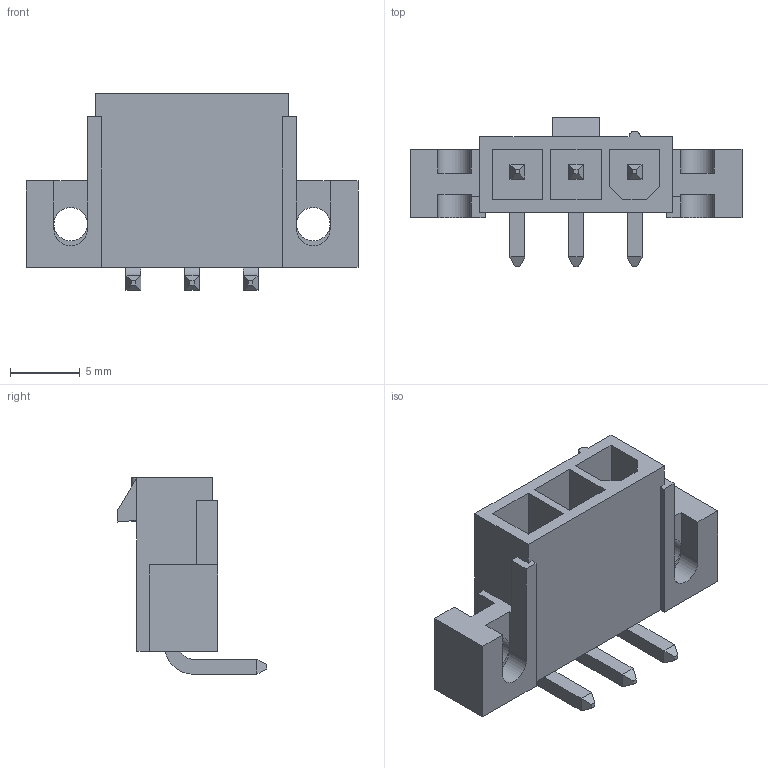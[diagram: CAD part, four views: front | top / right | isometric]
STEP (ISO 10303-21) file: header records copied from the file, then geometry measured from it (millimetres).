
FILE_DESCRIPTION(/* description */ ('STEP AP203'),/* implementation_level */ '2;1');
FILE_NAME(/* name */ '39303032',/* time_stamp */ '2022-07-27T19:08:05+02:00',/* author */ ('License CC BY-ND 4.0'),/* organization */ ('CADENAS'),/* preprocessor_version */ 'ST-DEVELOPER v18.102',/* originating_system */ 'PARTsolutions',/* authorisation */ ' ');
FILE_SCHEMA (('CONFIG_CONTROL_DESIGN'));
Length unit declared in the file: millimetre
Products named in the file (2): 39303032; 39303032_PART1
Assembly tree (1 placements, depth 2):
  39303032
    39303032_PART1
Bounding box: 23.8 x 10.7 x 14.09 mm (x, y, z)
Volume: 864.2 mm3; surface area: 1490.2 mm2
Topology: 1 solids, 1 shells, 126 faces, 319 edges, 200 vertices
Faces by surface type: plane 113, cylinder 13
Full cylindrical faces by diameter (mm): 2.4 x2
Entity records: 3727 total; most frequent: CARTESIAN_POINT 645, ORIENTED_EDGE 634, DIRECTION 603, EDGE_CURVE 317, LINE 287, VECTOR 287, VERTEX_POINT 200, AXIS2_PLACEMENT_3D 158
